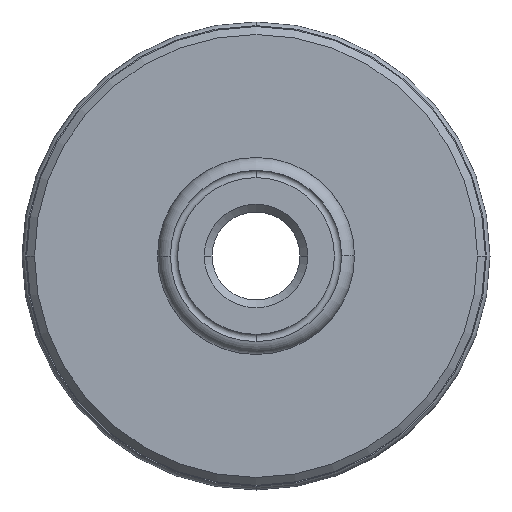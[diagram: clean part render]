
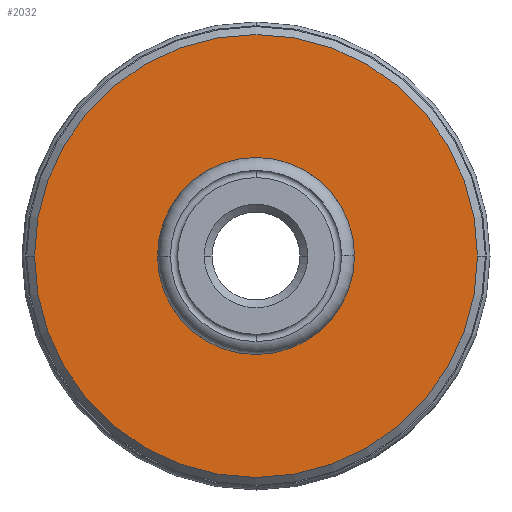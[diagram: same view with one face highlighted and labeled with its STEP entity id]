
A CAD part, left-side view. The second image highlights one B-rep face of the part: STEP entity #2032.
In plain terms, the highlighted planar face has unit normal (-1, 0, 0).
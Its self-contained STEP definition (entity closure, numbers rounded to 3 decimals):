
#970=CARTESIAN_POINT('',(-17.335,0.,
0.));
#971=DIRECTION('',(-1.,0.,0.));
#972=DIRECTION('',(0.,-1.,0.));
#973=AXIS2_PLACEMENT_3D('',#970,#971,#972);
#975=CARTESIAN_POINT('',(-17.335,0.,
0.));
#976=DIRECTION('',(-1.,0.,0.));
#977=DIRECTION('',(0.,1.,0.));
#978=AXIS2_PLACEMENT_3D('',#975,#976,#977);
#980=CARTESIAN_POINT('',(-17.335,0.,0.));
#981=DIRECTION('',(1.,0.,0.));
#982=DIRECTION('',(0.,1.,0.));
#983=AXIS2_PLACEMENT_3D('',#980,#981,#982);
#985=CARTESIAN_POINT('',(-17.335,0.,0.));
#986=DIRECTION('',(1.,0.,0.));
#987=DIRECTION('',(0.,-1.,0.));
#988=AXIS2_PLACEMENT_3D('',#985,#986,#987);
#1072=CARTESIAN_POINT('',(-17.335,-21.423,0.));
#1073=CARTESIAN_POINT('',(-17.335,21.423,0.));
#1074=VERTEX_POINT('',#1072);
#1075=VERTEX_POINT('',#1073);
#1160=CARTESIAN_POINT('',(-17.335,9.525,0.));
#1161=CARTESIAN_POINT('',(-17.335,-9.525,0.));
#1162=VERTEX_POINT('',#1160);
#1163=VERTEX_POINT('',#1161);
#2016=CARTESIAN_POINT('',(-17.335,0.,0.));
#2017=DIRECTION('',(-1.,0.,0.));
#2018=DIRECTION('',(0.,1.,0.));
#2019=AXIS2_PLACEMENT_3D('',#2016,#2017,#2018);
#2020=PLANE('',#2019);
#2022=ORIENTED_EDGE('',*,*,#2021,.F.);
#2023=ORIENTED_EDGE('',*,*,#2006,.F.);
#2024=EDGE_LOOP('',(#2022,#2023));
#2025=FACE_OUTER_BOUND('',#2024,.F.);
#2027=ORIENTED_EDGE('',*,*,#2026,.F.);
#2029=ORIENTED_EDGE('',*,*,#2028,.F.);
#2030=EDGE_LOOP('',(#2027,#2029));
#2031=FACE_BOUND('',#2030,.F.);
#974=CIRCLE('',#973,21.423);
#979=CIRCLE('',#978,21.423);
#984=CIRCLE('',#983,9.525);
#989=CIRCLE('',#988,9.525);
#2006=EDGE_CURVE('',#1075,#1074,#979,.T.);
#2021=EDGE_CURVE('',#1074,#1075,#974,.T.);
#2026=EDGE_CURVE('',#1162,#1163,#984,.T.);
#2028=EDGE_CURVE('',#1163,#1162,#989,.T.);
#2032=ADVANCED_FACE('',(#2025,#2031),#2020,.T.);
